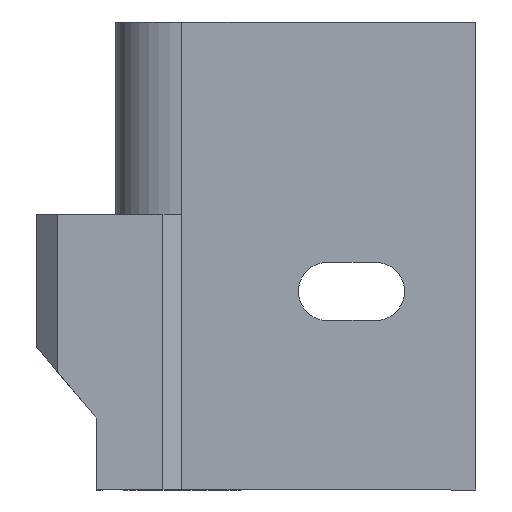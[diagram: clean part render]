
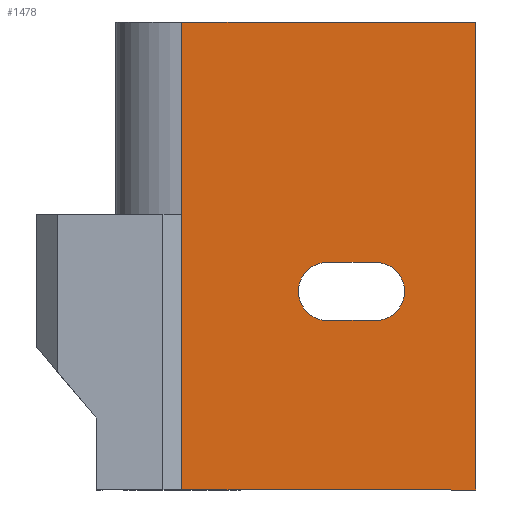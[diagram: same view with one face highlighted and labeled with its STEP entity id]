
A CAD part, front view. The second image highlights one B-rep face of the part: STEP entity #1478.
In plain terms, the highlighted planar face has unit normal (0, -1, 0).
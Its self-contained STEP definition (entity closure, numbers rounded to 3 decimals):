
#128 = CARTESIAN_POINT ( 'NONE',  ( 35.272, 0., 28.263 ) ) ;
#141 = DIRECTION ( 'NONE',  ( 0., -1., 0. ) ) ;
#225 = VECTOR ( 'NONE', #2066, 1000. ) ;
#338 = LINE ( 'NONE', #3237, #2306 ) ;
#384 = CARTESIAN_POINT ( 'NONE',  ( 11., 0., 78.01 ) ) ;
#412 = CARTESIAN_POINT ( 'NONE',  ( 11., 0., 37.963 ) ) ;
#480 = EDGE_CURVE ( 'NONE', #995, #1395, #2160, .T. ) ;
#481 = CARTESIAN_POINT ( 'NONE',  ( 11., 0., 67. ) ) ;
#527 = VERTEX_POINT ( 'NONE', #2075 ) ;
#533 = CARTESIAN_POINT ( 'NONE',  ( 11., 0., 0.01 ) ) ;
#555 = CIRCLE ( 'NONE', #1167, 4.85 ) ;
#633 = CIRCLE ( 'NONE', #3103, 4.85 ) ;
#771 = CARTESIAN_POINT ( 'NONE',  ( 60., 0., 67. ) ) ;
#931 = LINE ( 'NONE', #1509, #225 ) ;
#977 = VERTEX_POINT ( 'NONE', #2666 ) ;
#985 = DIRECTION ( 'NONE',  ( -1., 0., 0. ) ) ;
#995 = VERTEX_POINT ( 'NONE', #3182 ) ;
#1102 = VECTOR ( 'NONE', #985, 1000. ) ;
#1111 = CARTESIAN_POINT ( 'NONE',  ( 43.272, 0., 33.113 ) ) ;
#1167 = AXIS2_PLACEMENT_3D ( 'NONE', #1752, #141, #2010 ) ;
#1183 = ORIENTED_EDGE ( 'NONE', *, *, #1253, .F. ) ;
#1185 = EDGE_CURVE ( 'NONE', #527, #3020, #2487, .T. ) ;
#1253 = EDGE_CURVE ( 'NONE', #527, #1484, #1766, .T. ) ;
#1255 = PLANE ( 'NONE',  #2643 ) ;
#1257 = CARTESIAN_POINT ( 'NONE',  ( 11., 0., 46. ) ) ;
#1299 = LINE ( 'NONE', #533, #3476 ) ;
#1320 = ORIENTED_EDGE ( 'NONE', *, *, #2338, .T. ) ;
#1395 = VERTEX_POINT ( 'NONE', #3378 ) ;
#1425 = LINE ( 'NONE', #771, #2739 ) ;
#1478 = ADVANCED_FACE ( 'NONE', ( #2659, #2533 ), #1255, .T. ) ;
#1482 = EDGE_CURVE ( 'NONE', #3020, #977, #931, .T. ) ;
#1484 = VERTEX_POINT ( 'NONE', #3446 ) ;
#1509 = CARTESIAN_POINT ( 'NONE',  ( 11., 0., 67. ) ) ;
#1662 = ORIENTED_EDGE ( 'NONE', *, *, #2656, .F. ) ;
#1721 = ORIENTED_EDGE ( 'NONE', *, *, #2772, .F. ) ;
#1731 = VERTEX_POINT ( 'NONE', #2407 ) ;
#1752 = CARTESIAN_POINT ( 'NONE',  ( 35.272, 0., 33.113 ) ) ;
#1766 = LINE ( 'NONE', #384, #2446 ) ;
#1777 = EDGE_LOOP ( 'NONE', ( #1817, #1183, #3372, #3255, #1320 ) ) ;
#1817 = ORIENTED_EDGE ( 'NONE', *, *, #2289, .F. ) ;
#1934 = DIRECTION ( 'NONE',  ( 0., 0., -1. ) ) ;
#1958 = DIRECTION ( 'NONE',  ( 0., -1., 0. ) ) ;
#2010 = DIRECTION ( 'NONE',  ( 0., 0., -1. ) ) ;
#2020 = VECTOR ( 'NONE', #2168, 1000. ) ;
#2066 = DIRECTION ( 'NONE',  ( 0., 0., -1. ) ) ;
#2075 = CARTESIAN_POINT ( 'NONE',  ( 11., 0., 78.01 ) ) ;
#2101 = VERTEX_POINT ( 'NONE', #128 ) ;
#2158 = EDGE_CURVE ( 'NONE', #1395, #2101, #555, .T. ) ;
#2160 = LINE ( 'NONE', #412, #1102 ) ;
#2168 = DIRECTION ( 'NONE',  ( 0., 0., -1. ) ) ;
#2175 = CARTESIAN_POINT ( 'NONE',  ( 11., 0., 67. ) ) ;
#2289 = EDGE_CURVE ( 'NONE', #1484, #1731, #1425, .T. ) ;
#2306 = VECTOR ( 'NONE', #2457, 1000. ) ;
#2338 = EDGE_CURVE ( 'NONE', #977, #1731, #1299, .T. ) ;
#2351 = DIRECTION ( 'NONE',  ( 0., -1., 0. ) ) ;
#2407 = CARTESIAN_POINT ( 'NONE',  ( 60., 0., 0.01 ) ) ;
#2446 = VECTOR ( 'NONE', #3015, 1000. ) ;
#2457 = DIRECTION ( 'NONE',  ( 1., 0., 0. ) ) ;
#2487 = LINE ( 'NONE', #2175, #2020 ) ;
#2533 = FACE_OUTER_BOUND ( 'NONE', #1777, .T. ) ;
#2643 = AXIS2_PLACEMENT_3D ( 'NONE', #481, #2351, #3152 ) ;
#2656 = EDGE_CURVE ( 'NONE', #2101, #2904, #338, .T. ) ;
#2659 = FACE_BOUND ( 'NONE', #2924, .T. ) ;
#2666 = CARTESIAN_POINT ( 'NONE',  ( 11., 0., 0.01 ) ) ;
#2716 = DIRECTION ( 'NONE',  ( 1., 0., 0. ) ) ;
#2739 = VECTOR ( 'NONE', #3489, 1000. ) ;
#2772 = EDGE_CURVE ( 'NONE', #2904, #995, #633, .T. ) ;
#2904 = VERTEX_POINT ( 'NONE', #3088 ) ;
#2924 = EDGE_LOOP ( 'NONE', ( #3418, #1721, #1662, #3172 ) ) ;
#3015 = DIRECTION ( 'NONE',  ( 1., 0., 0. ) ) ;
#3020 = VERTEX_POINT ( 'NONE', #1257 ) ;
#3088 = CARTESIAN_POINT ( 'NONE',  ( 43.272, 0., 28.263 ) ) ;
#3103 = AXIS2_PLACEMENT_3D ( 'NONE', #1111, #1958, #1934 ) ;
#3152 = DIRECTION ( 'NONE',  ( 0., 0., -1. ) ) ;
#3172 = ORIENTED_EDGE ( 'NONE', *, *, #2158, .F. ) ;
#3182 = CARTESIAN_POINT ( 'NONE',  ( 43.272, 0., 37.963 ) ) ;
#3237 = CARTESIAN_POINT ( 'NONE',  ( 11., 0., 28.263 ) ) ;
#3255 = ORIENTED_EDGE ( 'NONE', *, *, #1482, .T. ) ;
#3372 = ORIENTED_EDGE ( 'NONE', *, *, #1185, .T. ) ;
#3378 = CARTESIAN_POINT ( 'NONE',  ( 35.272, 0., 37.963 ) ) ;
#3418 = ORIENTED_EDGE ( 'NONE', *, *, #480, .F. ) ;
#3446 = CARTESIAN_POINT ( 'NONE',  ( 60., 0., 78.01 ) ) ;
#3476 = VECTOR ( 'NONE', #2716, 1000. ) ;
#3489 = DIRECTION ( 'NONE',  ( 0., 0., -1. ) ) ;
